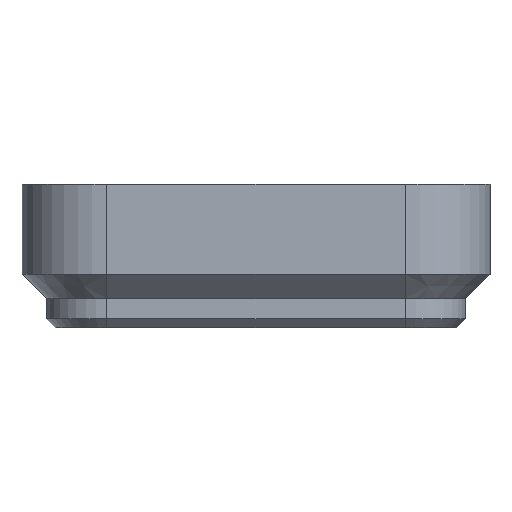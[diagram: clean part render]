
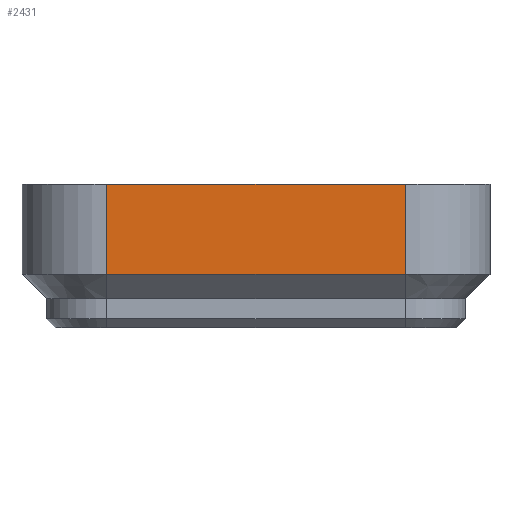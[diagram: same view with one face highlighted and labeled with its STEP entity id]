
A CAD part, front view. The second image highlights one B-rep face of the part: STEP entity #2431.
In plain terms, the highlighted planar face has unit normal (0, -1, 0).
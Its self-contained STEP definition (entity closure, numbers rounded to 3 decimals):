
#128=LINE('',#3787,#388);
#129=LINE('',#3793,#389);
#130=LINE('',#3796,#390);
#131=LINE('',#3797,#391);
#388=VECTOR('',#2977,1000.);
#389=VECTOR('',#2984,1000.);
#390=VECTOR('',#2985,1000.);
#391=VECTOR('',#2986,1000.);
#688=ORIENTED_EDGE('',*,*,#1407,.T.);
#689=ORIENTED_EDGE('',*,*,#1408,.T.);
#690=ORIENTED_EDGE('',*,*,#1404,.F.);
#691=ORIENTED_EDGE('',*,*,#1409,.F.);
#1404=EDGE_CURVE('',#1760,#1761,#128,.T.);
#1407=EDGE_CURVE('',#1762,#1763,#129,.T.);
#1408=EDGE_CURVE('',#1763,#1761,#130,.T.);
#1409=EDGE_CURVE('',#1762,#1760,#131,.T.);
#1760=VERTEX_POINT('',#3788);
#1761=VERTEX_POINT('',#3789);
#1762=VERTEX_POINT('',#3794);
#1763=VERTEX_POINT('',#3795);
#2024=EDGE_LOOP('',(#688,#689,#690,#691));
#2186=FACE_BOUND('',#2024,.T.);
#2344=PLANE('',#2634);
#2431=ADVANCED_FACE('',(#2186),#2344,.F.);
#2634=AXIS2_PLACEMENT_3D('',#3792,#2982,#2983);
#2977=DIRECTION('',(0.,0.,1.));
#2982=DIRECTION('',(0.,1.,0.));
#2983=DIRECTION('',(0.,0.,1.));
#2984=DIRECTION('',(0.,0.,1.));
#2985=DIRECTION('',(-1.,0.,0.));
#2986=DIRECTION('',(-1.,0.,0.));
#3787=CARTESIAN_POINT('',(-13.25,-62.75,-1.));
#3788=CARTESIAN_POINT('',(-13.25,-62.75,-1.));
#3789=CARTESIAN_POINT('',(-13.25,-62.75,7.));
#3792=CARTESIAN_POINT('',(0.,-62.75,-1.));
#3793=CARTESIAN_POINT('',(13.25,-62.75,-1.));
#3794=CARTESIAN_POINT('',(13.25,-62.75,-1.));
#3795=CARTESIAN_POINT('',(13.25,-62.75,7.));
#3796=CARTESIAN_POINT('',(0.,-62.75,7.));
#3797=CARTESIAN_POINT('',(0.,-62.75,-1.));
